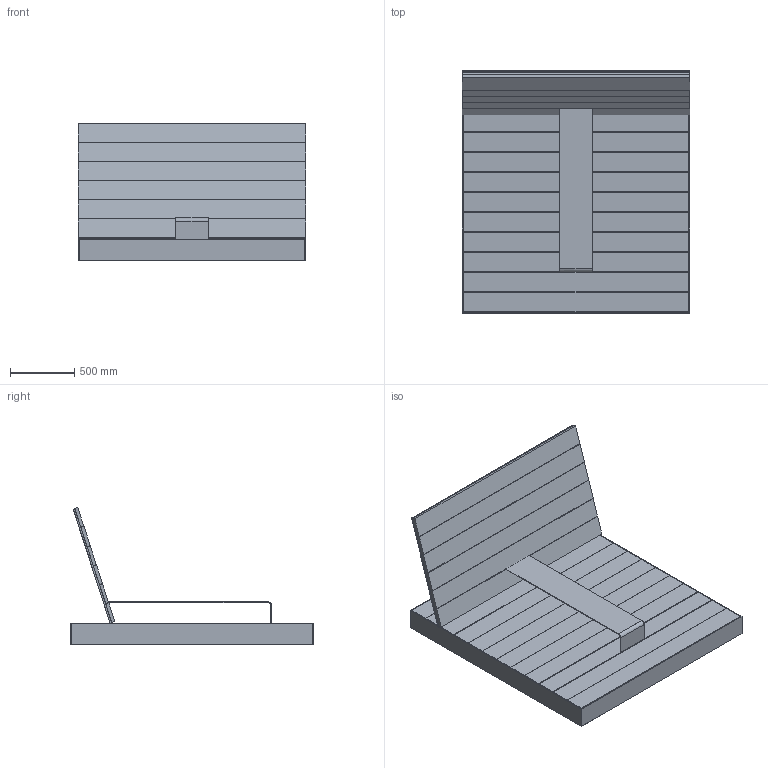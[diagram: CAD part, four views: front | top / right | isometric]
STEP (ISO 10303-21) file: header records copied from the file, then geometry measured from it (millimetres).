
FILE_DESCRIPTION(/* description */ (''),/* implementation_level */ '2;1');
FILE_NAME(/* name */ 'MO-1677-GD',/* time_stamp */ '2024-03-14T15:55:43+01:00',/* author */ (''),/* organization */ (''),/* preprocessor_version */ 'ST-DEVELOPER v19.2',/* originating_system */ 'Rhino 8.4',/* authorisation */ '');
FILE_SCHEMA (('CONFIG_CONTROL_DESIGN'));
Length unit declared in the file: inch
Products named in the file (1): Document
Bounding box: 1765.3 x 1879.6 x 1061.95 mm (x, y, z)
Volume: 301138062.4 mm3; surface area: 35947757.7 mm2
Topology: 40 solids, 42 shells, 270 faces, 564 edges, 376 vertices
Faces by surface type: plane 262, cylinder 4, bspline 4
Entity records: 6306 total; most frequent: CARTESIAN_POINT 1861, ORIENTED_EDGE 1120, EDGE_CURVE 564, B_SPLINE_CURVE_WITH_KNOTS 548, VERTEX_POINT 376, DIRECTION 288, AXIS2_PLACEMENT_3D 277, EDGE_LOOP 274
